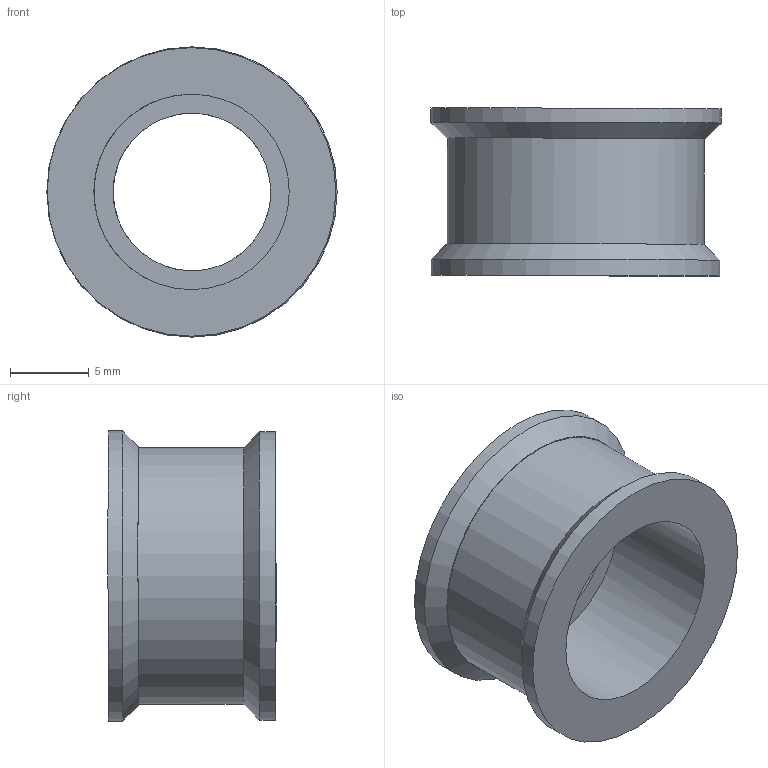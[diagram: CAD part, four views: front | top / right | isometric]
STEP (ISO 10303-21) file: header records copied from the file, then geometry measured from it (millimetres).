
FILE_DESCRIPTION(/* description */ ('','CAx-IF Rec.Pracs.---Representation and Presentation of Product Manufacturing Information (PMI)---4.0---2014-10-13'),/* implementation_level */ '2;1');
FILE_NAME(/* name */ 'tensioner_outer_shell.step',/* time_stamp */ '2025-03-24T19:20:46-04:00',/* author */ (''),/* organization */ (''),/* preprocessor_version */ 'ST-DEVELOPER v20',/* originating_system */ 'Autodesk Translation Framework v13.20.0.188',/* authorisation */ '');
FILE_SCHEMA (('AP242_MANAGED_MODEL_BASED_3D_ENGINEERING_MIM_LF { 1 0 10303 442 1 1 4 }'));
Length unit declared in the file: millimetre
Products named in the file (5): armatron_7; Wrist Joint; lower_forearm; PulleyTensioner; OuterShell
Assembly tree (4 placements, depth 5):
  armatron_7
    Wrist Joint
      lower_forearm
        PulleyTensioner
          OuterShell
Bounding box: 18.41 x 10.66 x 18.41 mm (x, y, z)
Volume: 1214.4 mm3; surface area: 1373.7 mm2
Topology: 1 solids, 1 shells, 12 faces, 19 edges, 12 vertices
Faces by surface type: plane 5, cylinder 5, cone 2
Full cylindrical faces by diameter (mm): 10 x1, 12.4 x1, 16.3 x1, 18.308 x1, 18.408 x1
Entity records: 424 total; most frequent: DIRECTION 73, CARTESIAN_POINT 52, ORIENTED_EDGE 38, AXIS2_PLACEMENT_3D 33, EDGE_CURVE 19, EDGE_LOOP 17, FACE_OUTER_BOUND 12, VERTEX_POINT 12
